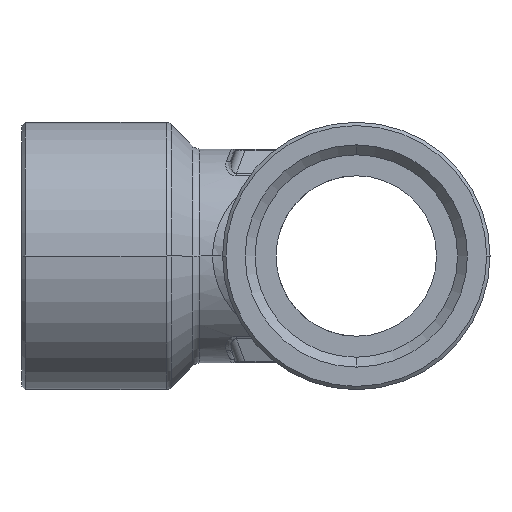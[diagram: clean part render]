
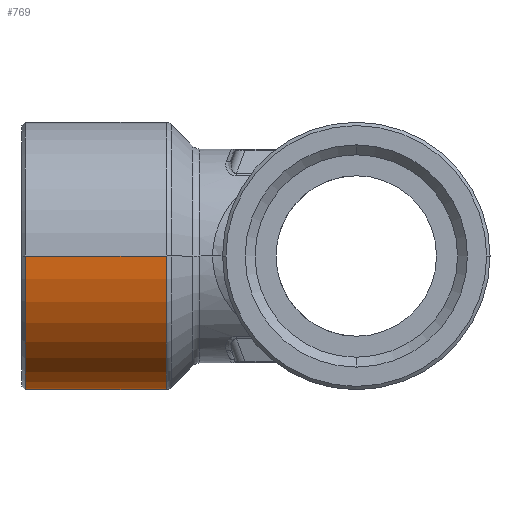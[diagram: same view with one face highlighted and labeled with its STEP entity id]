
A CAD part, left-side view. The second image highlights one B-rep face of the part: STEP entity #769.
In plain terms, the highlighted cylindrical face has radius 20 mm (diameter 40 mm), a partial arc.
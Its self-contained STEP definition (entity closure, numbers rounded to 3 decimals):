
#769=ADVANCED_FACE('',(#1716),#1717,.T.);
#1716=FACE_OUTER_BOUND('',#4560,.T.);
#1717=CYLINDRICAL_SURFACE('',#4561,20.0);
#4560=EDGE_LOOP('',(#7905,#7906,#7907,#7908));
#4561=AXIS2_PLACEMENT_3D('',#7909,#7910,#7911);
#7905=ORIENTED_EDGE('',*,*,#9383,.F.);
#7906=ORIENTED_EDGE('',*,*,#9940,.T.);
#7907=ORIENTED_EDGE('',*,*,#9385,.F.);
#7908=ORIENTED_EDGE('',*,*,#10278,.T.);
#7909=CARTESIAN_POINT('',(0.0,53.4,0.0));
#7910=DIRECTION('',(0.0,1.0,-0.0));
#7911=DIRECTION('',(-1.0,0.0,0.0));
#9383=EDGE_CURVE('',#10676,#10677,#10678,.T.);
#9385=EDGE_CURVE('',#10679,#10681,#10682,.T.);
#9940=EDGE_CURVE('',#10676,#10681,#11611,.T.);
#10278=EDGE_CURVE('',#10679,#10677,#12077,.T.);
#10676=VERTEX_POINT('',#12527);
#10677=VERTEX_POINT('',#12528);
#10678=LINE('',#12529,#12530);
#10679=VERTEX_POINT('',#12531);
#10681=VERTEX_POINT('',#12533);
#10682=LINE('',#12534,#12535);
#11611=CIRCLE('',#14839,20.0);
#12077=CIRCLE('',#16650,20.0);
#12527=CARTESIAN_POINT('',(-20.0,49.5,0.));
#12528=CARTESIAN_POINT('',(-20.0,28.414,0.0));
#12529=CARTESIAN_POINT('',(-20.0,38.957,0.));
#12530=VECTOR('',#17647,1.0);
#12531=CARTESIAN_POINT('',(20.0,28.414,0.));
#12533=CARTESIAN_POINT('',(20.0,49.5,0.0));
#12534=CARTESIAN_POINT('',(20.0,38.957,0.));
#12535=VECTOR('',#17651,1.0);
#14839=AXIS2_PLACEMENT_3D('',#18254,#18255,#18256);
#16650=AXIS2_PLACEMENT_3D('',#18582,#18583,#18584);
#17647=DIRECTION('',(-0.0,-1.0,-0.0));
#17651=DIRECTION('',(0.0,1.0,-0.0));
#18254=CARTESIAN_POINT('',(0.0,49.5,0.0));
#18255=DIRECTION('',(0.0,-1.0,0.0));
#18256=DIRECTION('',(1.0,0.0,0.0));
#18582=CARTESIAN_POINT('',(0.0,28.414,0.0));
#18583=DIRECTION('',(-0.0,1.0,0.0));
#18584=DIRECTION('',(1.0,0.0,0.0));
